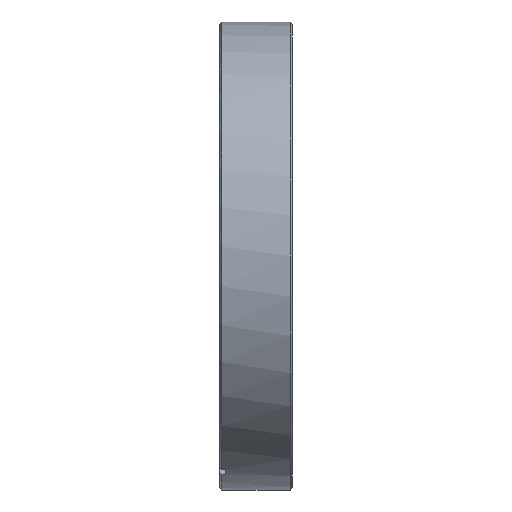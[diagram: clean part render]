
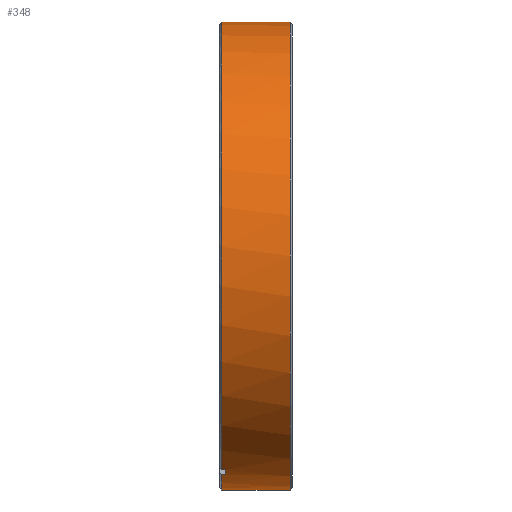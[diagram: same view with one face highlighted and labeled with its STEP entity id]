
A CAD part, left-side view. The second image highlights one B-rep face of the part: STEP entity #348.
In plain terms, the highlighted cylindrical face has radius 56.75 mm (diameter 113.5 mm), a partial arc.
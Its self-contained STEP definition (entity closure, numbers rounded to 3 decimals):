
#4 = CIRCLE ( 'NONE', #392, 56.75 ) ;
#56 = LINE ( 'NONE', #1335, #1675 ) ;
#63 = DIRECTION ( 'NONE',  ( 0., 1., 0. ) ) ;
#84 = ORIENTED_EDGE ( 'NONE', *, *, #545, .T. ) ;
#101 = DIRECTION ( 'NONE',  ( 0., -1., 0. ) ) ;
#137 = DIRECTION ( 'NONE',  ( 0., 0., 1. ) ) ;
#171 = DIRECTION ( 'NONE',  ( 0., 0., 1. ) ) ;
#183 = VERTEX_POINT ( 'NONE', #1670 ) ;
#230 = DIRECTION ( 'NONE',  ( 0., -1., 0. ) ) ;
#246 = CARTESIAN_POINT ( 'NONE',  ( -23.096, -1.3, -51.838 ) ) ;
#247 = LINE ( 'NONE', #557, #1222 ) ;
#250 = LINE ( 'NONE', #753, #1698 ) ;
#297 = AXIS2_PLACEMENT_3D ( 'NONE', #1356, #1209, #171 ) ;
#319 = DIRECTION ( 'NONE',  ( 0., 0., -1. ) ) ;
#327 = CARTESIAN_POINT ( 'NONE',  ( 0., -0.5, 0. ) ) ;
#348 = ADVANCED_FACE ( 'NONE', ( #1425 ), #397, .T. ) ;
#356 = EDGE_CURVE ( 'NONE', #183, #1264, #1769, .T. ) ;
#392 = AXIS2_PLACEMENT_3D ( 'NONE', #509, #101, #456 ) ;
#397 = CYLINDRICAL_SURFACE ( 'NONE', #1797, 56.75 ) ;
#455 = CARTESIAN_POINT ( 'NONE',  ( 0., -24.574, 56.75 ) ) ;
#456 = DIRECTION ( 'NONE',  ( 0., 0., -1. ) ) ;
#477 = DIRECTION ( 'NONE',  ( 0., -1., 0. ) ) ;
#509 = CARTESIAN_POINT ( 'NONE',  ( 0., -0.5, 0. ) ) ;
#515 = EDGE_CURVE ( 'NONE', #608, #1259, #1547, .T. ) ;
#526 = CARTESIAN_POINT ( 'NONE',  ( -20.324, -0.5, -52.986 ) ) ;
#543 = EDGE_CURVE ( 'NONE', #1752, #608, #56, .T. ) ;
#545 = EDGE_CURVE ( 'NONE', #1264, #1156, #247, .T. ) ;
#555 = AXIS2_PLACEMENT_3D ( 'NONE', #730, #688, #137 ) ;
#557 = CARTESIAN_POINT ( 'NONE',  ( -23.096, -24.574, -51.838 ) ) ;
#587 = DIRECTION ( 'NONE',  ( 0., -1., 0. ) ) ;
#606 = ORIENTED_EDGE ( 'NONE', *, *, #905, .F. ) ;
#608 = VERTEX_POINT ( 'NONE', #1805 ) ;
#620 = EDGE_CURVE ( 'NONE', #1779, #1752, #4, .T. ) ;
#688 = DIRECTION ( 'NONE',  ( 0., 1., 0. ) ) ;
#730 = CARTESIAN_POINT ( 'NONE',  ( 0., -1.3, 0. ) ) ;
#753 = CARTESIAN_POINT ( 'NONE',  ( -20.324, -24.574, -52.986 ) ) ;
#796 = ORIENTED_EDGE ( 'NONE', *, *, #543, .T. ) ;
#873 = CARTESIAN_POINT ( 'NONE',  ( -23.096, -0.5, -51.838 ) ) ;
#905 = EDGE_CURVE ( 'NONE', #183, #1259, #922, .T. ) ;
#922 = LINE ( 'NONE', #455, #1287 ) ;
#997 = CARTESIAN_POINT ( 'NONE',  ( 0., -17., 56.75 ) ) ;
#1003 = CIRCLE ( 'NONE', #555, 56.75 ) ;
#1023 = VERTEX_POINT ( 'NONE', #1235 ) ;
#1152 = AXIS2_PLACEMENT_3D ( 'NONE', #327, #477, #1433 ) ;
#1154 = CARTESIAN_POINT ( 'NONE',  ( 0., -0.5, -56.75 ) ) ;
#1155 = ORIENTED_EDGE ( 'NONE', *, *, #356, .T. ) ;
#1156 = VERTEX_POINT ( 'NONE', #246 ) ;
#1160 = EDGE_CURVE ( 'NONE', #1023, #1156, #1003, .T. ) ;
#1209 = DIRECTION ( 'NONE',  ( 0., 1., 0. ) ) ;
#1217 = DIRECTION ( 'NONE',  ( 0., -1., 0. ) ) ;
#1222 = VECTOR ( 'NONE', #1726, 1000. ) ;
#1225 = EDGE_LOOP ( 'NONE', ( #606, #1155, #84, #1431, #1625, #1288, #796, #1768 ) ) ;
#1235 = CARTESIAN_POINT ( 'NONE',  ( -20.324, -1.3, -52.986 ) ) ;
#1259 = VERTEX_POINT ( 'NONE', #997 ) ;
#1264 = VERTEX_POINT ( 'NONE', #873 ) ;
#1287 = VECTOR ( 'NONE', #1217, 1000. ) ;
#1288 = ORIENTED_EDGE ( 'NONE', *, *, #620, .T. ) ;
#1335 = CARTESIAN_POINT ( 'NONE',  ( 0., -24.574, -56.75 ) ) ;
#1356 = CARTESIAN_POINT ( 'NONE',  ( 0., -17., 0. ) ) ;
#1390 = EDGE_CURVE ( 'NONE', #1023, #1779, #250, .T. ) ;
#1425 = FACE_OUTER_BOUND ( 'NONE', #1225, .T. ) ;
#1431 = ORIENTED_EDGE ( 'NONE', *, *, #1160, .F. ) ;
#1433 = DIRECTION ( 'NONE',  ( 0., 0., -1. ) ) ;
#1462 = CARTESIAN_POINT ( 'NONE',  ( 0., -24.574, 0. ) ) ;
#1547 = CIRCLE ( 'NONE', #297, 56.75 ) ;
#1625 = ORIENTED_EDGE ( 'NONE', *, *, #1390, .T. ) ;
#1670 = CARTESIAN_POINT ( 'NONE',  ( 0., -0.5, 56.75 ) ) ;
#1675 = VECTOR ( 'NONE', #230, 1000. ) ;
#1698 = VECTOR ( 'NONE', #63, 1000. ) ;
#1726 = DIRECTION ( 'NONE',  ( 0., -1., 0. ) ) ;
#1752 = VERTEX_POINT ( 'NONE', #1154 ) ;
#1768 = ORIENTED_EDGE ( 'NONE', *, *, #515, .T. ) ;
#1769 = CIRCLE ( 'NONE', #1152, 56.75 ) ;
#1779 = VERTEX_POINT ( 'NONE', #526 ) ;
#1797 = AXIS2_PLACEMENT_3D ( 'NONE', #1462, #587, #319 ) ;
#1805 = CARTESIAN_POINT ( 'NONE',  ( 0., -17., -56.75 ) ) ;
